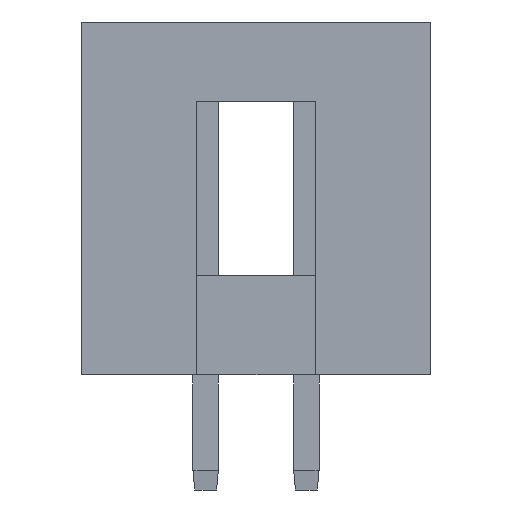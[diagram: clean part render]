
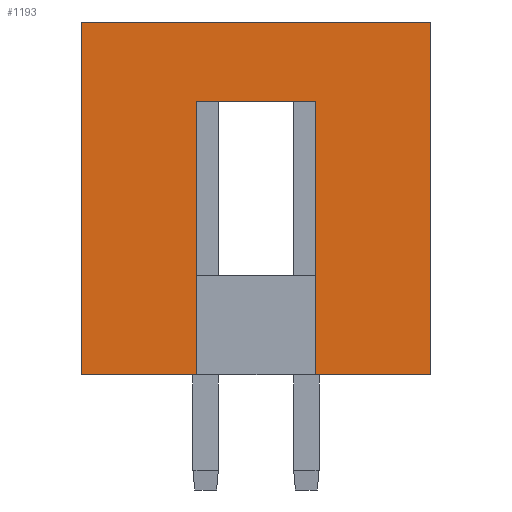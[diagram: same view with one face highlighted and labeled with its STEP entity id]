
A CAD part, left-side view. The second image highlights one B-rep face of the part: STEP entity #1193.
In plain terms, the highlighted planar face has unit normal (-1, 0, 0).
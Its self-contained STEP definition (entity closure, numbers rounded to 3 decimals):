
#105 = CARTESIAN_POINT ( 'NONE',  ( -31.89, 4.67, 0. ) ) ;
#289 = DIRECTION ( 'NONE',  ( 0., 0., -1. ) ) ;
#391 = PLANE ( 'NONE',  #7180 ) ;
#720 = EDGE_CURVE ( 'NONE', #10283, #9039, #19677, .T. ) ;
#828 = VECTOR ( 'NONE', #12792, 1000. ) ;
#1193 = ADVANCED_FACE ( 'NONE', ( #15142 ), #391, .F. ) ;
#1697 = VECTOR ( 'NONE', #11112, 1000. ) ;
#1736 = VECTOR ( 'NONE', #13037, 1000. ) ;
#1822 = CARTESIAN_POINT ( 'NONE',  ( -31.89, -4.13, 2.5 ) ) ;
#2833 = ORIENTED_EDGE ( 'NONE', *, *, #14042, .T. ) ;
#3683 = CARTESIAN_POINT ( 'NONE',  ( -31.89, 1.77, 6.9 ) ) ;
#4107 = ORIENTED_EDGE ( 'NONE', *, *, #20120, .F. ) ;
#4386 = VERTEX_POINT ( 'NONE', #11452 ) ;
#4611 = ORIENTED_EDGE ( 'NONE', *, *, #720, .F. ) ;
#4884 = EDGE_CURVE ( 'NONE', #20196, #4386, #14398, .T. ) ;
#4967 = VERTEX_POINT ( 'NONE', #16415 ) ;
#5180 = CARTESIAN_POINT ( 'NONE',  ( -31.89, -1.23, 6.9 ) ) ;
#5727 = ORIENTED_EDGE ( 'NONE', *, *, #4884, .F. ) ;
#5926 = LINE ( 'NONE', #6267, #1697 ) ;
#6267 = CARTESIAN_POINT ( 'NONE',  ( -31.89, 4.67, 0. ) ) ;
#6557 = DIRECTION ( 'NONE',  ( 0., -1., 0. ) ) ;
#6647 = LINE ( 'NONE', #14495, #15044 ) ;
#6786 = CARTESIAN_POINT ( 'NONE',  ( -31.89, 4.67, 2.5 ) ) ;
#7031 = EDGE_LOOP ( 'NONE', ( #5727, #14703, #13392, #4611, #4107, #7545, #2833, #11816 ) ) ;
#7039 = EDGE_CURVE ( 'NONE', #19962, #9039, #17676, .T. ) ;
#7180 = AXIS2_PLACEMENT_3D ( 'NONE', #6786, #17817, #8372 ) ;
#7545 = ORIENTED_EDGE ( 'NONE', *, *, #14160, .T. ) ;
#8372 = DIRECTION ( 'NONE',  ( 0., 0., -1. ) ) ;
#9039 = VERTEX_POINT ( 'NONE', #19484 ) ;
#9667 = LINE ( 'NONE', #11313, #18076 ) ;
#9718 = DIRECTION ( 'NONE',  ( 0., 0., -1. ) ) ;
#10283 = VERTEX_POINT ( 'NONE', #12704 ) ;
#10295 = CARTESIAN_POINT ( 'NONE',  ( -31.89, 4.67, 0. ) ) ;
#11112 = DIRECTION ( 'NONE',  ( 0., -1., 0. ) ) ;
#11313 = CARTESIAN_POINT ( 'NONE',  ( -31.89, -1.23, 6.9 ) ) ;
#11446 = CARTESIAN_POINT ( 'NONE',  ( -31.89, 1.77, 6.9 ) ) ;
#11452 = CARTESIAN_POINT ( 'NONE',  ( -31.89, 1.77, 6.9 ) ) ;
#11516 = LINE ( 'NONE', #3683, #15705 ) ;
#11526 = EDGE_CURVE ( 'NONE', #4386, #4967, #11516, .T. ) ;
#11816 = ORIENTED_EDGE ( 'NONE', *, *, #11526, .F. ) ;
#12436 = EDGE_CURVE ( 'NONE', #20196, #19962, #9667, .T. ) ;
#12704 = CARTESIAN_POINT ( 'NONE',  ( -31.89, -4.13, 8.9 ) ) ;
#12792 = DIRECTION ( 'NONE',  ( 0., -1., 0. ) ) ;
#12818 = DIRECTION ( 'NONE',  ( 0., 0., -1. ) ) ;
#12879 = CARTESIAN_POINT ( 'NONE',  ( -31.89, 4.67, 2.5 ) ) ;
#13037 = DIRECTION ( 'NONE',  ( 0., 1., 0. ) ) ;
#13169 = DIRECTION ( 'NONE',  ( 0., 0., -1. ) ) ;
#13378 = VERTEX_POINT ( 'NONE', #18702 ) ;
#13392 = ORIENTED_EDGE ( 'NONE', *, *, #7039, .T. ) ;
#13941 = CARTESIAN_POINT ( 'NONE',  ( -31.89, -1.23, 0. ) ) ;
#14042 = EDGE_CURVE ( 'NONE', #14789, #4967, #5926, .T. ) ;
#14160 = EDGE_CURVE ( 'NONE', #13378, #14789, #18813, .T. ) ;
#14398 = LINE ( 'NONE', #11446, #1736 ) ;
#14495 = CARTESIAN_POINT ( 'NONE',  ( -31.89, 4.67, 8.9 ) ) ;
#14597 = VECTOR ( 'NONE', #9718, 1000. ) ;
#14703 = ORIENTED_EDGE ( 'NONE', *, *, #12436, .T. ) ;
#14789 = VERTEX_POINT ( 'NONE', #10295 ) ;
#15044 = VECTOR ( 'NONE', #6557, 1000. ) ;
#15142 = FACE_OUTER_BOUND ( 'NONE', #7031, .T. ) ;
#15705 = VECTOR ( 'NONE', #13169, 1000. ) ;
#16415 = CARTESIAN_POINT ( 'NONE',  ( -31.89, 1.77, 0. ) ) ;
#17676 = LINE ( 'NONE', #105, #828 ) ;
#17817 = DIRECTION ( 'NONE',  ( 1., 0., 0. ) ) ;
#18076 = VECTOR ( 'NONE', #12818, 1000. ) ;
#18702 = CARTESIAN_POINT ( 'NONE',  ( -31.89, 4.67, 8.9 ) ) ;
#18813 = LINE ( 'NONE', #12879, #14597 ) ;
#19188 = VECTOR ( 'NONE', #289, 1000. ) ;
#19484 = CARTESIAN_POINT ( 'NONE',  ( -31.89, -4.13, 0. ) ) ;
#19677 = LINE ( 'NONE', #1822, #19188 ) ;
#19962 = VERTEX_POINT ( 'NONE', #13941 ) ;
#20120 = EDGE_CURVE ( 'NONE', #13378, #10283, #6647, .T. ) ;
#20196 = VERTEX_POINT ( 'NONE', #5180 ) ;
